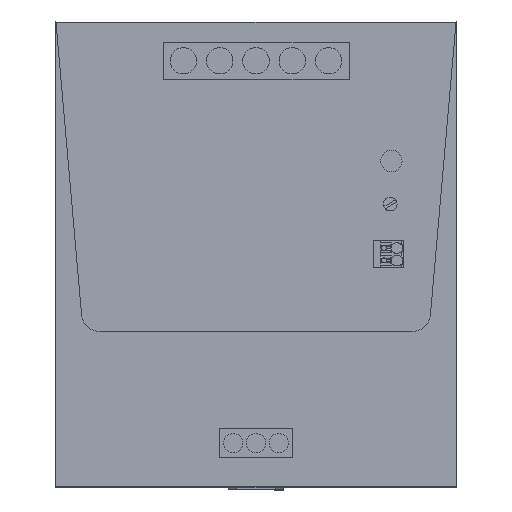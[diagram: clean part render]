
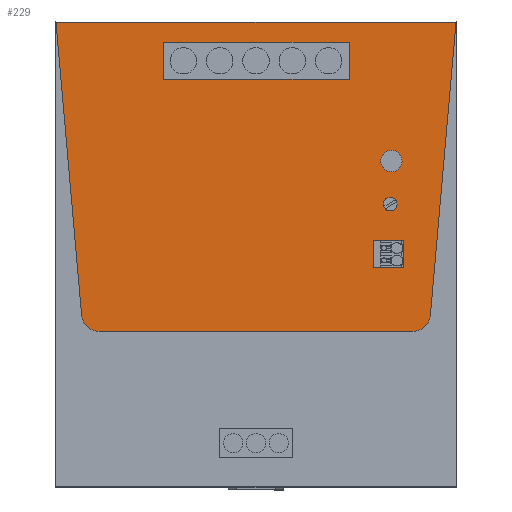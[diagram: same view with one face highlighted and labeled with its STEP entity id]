
A CAD part, top view. The second image highlights one B-rep face of the part: STEP entity #229.
In plain terms, the highlighted planar face has unit normal (0, 0, 1).
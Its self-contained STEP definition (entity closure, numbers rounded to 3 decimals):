
#82=AXIS2_PLACEMENT_3D('Plane Axis2P3D',#79,#80,#81) ;
#93=AXIS2_PLACEMENT_3D('Circle Axis2P3D',#91,#92,$) ;
#107=AXIS2_PLACEMENT_3D('Circle Axis2P3D',#105,#106,$) ;
#127=AXIS2_PLACEMENT_3D('Circle Axis2P3D',#125,#126,$) ;
#136=AXIS2_PLACEMENT_3D('Circle Axis2P3D',#134,#135,$) ;
#179=AXIS2_PLACEMENT_3D('Circle Axis2P3D',#177,#178,$) ;
#188=AXIS2_PLACEMENT_3D('Circle Axis2P3D',#186,#187,$) ;
#42=CARTESIAN_POINT('Vertex',(0.,130.75,159.95)) ;
#56=CARTESIAN_POINT('Vertex',(7.183,48.648,159.95)) ;
#59=CARTESIAN_POINT('Line Origine',(3.592,89.699,159.95)) ;
#79=CARTESIAN_POINT('Axis2P3D Location',(105.,65.75,159.95)) ;
#84=CARTESIAN_POINT('Line Origine',(56.,130.75,159.95)) ;
#88=CARTESIAN_POINT('Vertex',(112.,130.75,159.95)) ;
#91=CARTESIAN_POINT('Axis2P3D Location',(12.164,49.083,159.95)) ;
#95=CARTESIAN_POINT('Vertex',(12.164,44.083,159.95)) ;
#98=CARTESIAN_POINT('Line Origine',(56.,44.083,159.95)) ;
#102=CARTESIAN_POINT('Vertex',(99.836,44.083,159.95)) ;
#105=CARTESIAN_POINT('Axis2P3D Location',(99.836,49.083,159.95)) ;
#109=CARTESIAN_POINT('Vertex',(104.817,48.648,159.95)) ;
#112=CARTESIAN_POINT('Line Origine',(108.408,89.699,159.95)) ;
#125=CARTESIAN_POINT('Axis2P3D Location',(93.9,91.818,159.95)) ;
#129=CARTESIAN_POINT('Vertex',(96.9,91.818,159.95)) ;
#131=CARTESIAN_POINT('Vertex',(90.9,91.818,159.95)) ;
#134=CARTESIAN_POINT('Axis2P3D Location',(93.9,91.818,159.95)) ;
#143=CARTESIAN_POINT('Line Origine',(97.4,65.75,159.95)) ;
#147=CARTESIAN_POINT('Vertex',(97.4,61.9,159.95)) ;
#149=CARTESIAN_POINT('Vertex',(97.4,69.6,159.95)) ;
#152=CARTESIAN_POINT('Line Origine',(93.15,61.9,159.95)) ;
#156=CARTESIAN_POINT('Vertex',(88.9,61.9,159.95)) ;
#159=CARTESIAN_POINT('Line Origine',(88.9,65.75,159.95)) ;
#163=CARTESIAN_POINT('Vertex',(88.9,69.6,159.95)) ;
#166=CARTESIAN_POINT('Line Origine',(93.15,69.6,159.95)) ;
#177=CARTESIAN_POINT('Axis2P3D Location',(93.6,79.75,159.95)) ;
#181=CARTESIAN_POINT('Vertex',(95.5,79.75,159.95)) ;
#183=CARTESIAN_POINT('Vertex',(91.7,79.75,159.95)) ;
#186=CARTESIAN_POINT('Axis2P3D Location',(93.6,79.75,159.95)) ;
#195=CARTESIAN_POINT('Line Origine',(56.1,114.707,159.95)) ;
#199=CARTESIAN_POINT('Vertex',(82.1,114.707,159.95)) ;
#201=CARTESIAN_POINT('Vertex',(30.1,114.707,159.95)) ;
#204=CARTESIAN_POINT('Line Origine',(30.1,119.907,159.95)) ;
#208=CARTESIAN_POINT('Vertex',(30.1,125.107,159.95)) ;
#211=CARTESIAN_POINT('Line Origine',(56.1,125.107,159.95)) ;
#215=CARTESIAN_POINT('Vertex',(82.1,125.107,159.95)) ;
#218=CARTESIAN_POINT('Line Origine',(82.1,119.907,159.95)) ;
#60=DIRECTION('Vector Direction',(-0.087,0.996,0.)) ;
#80=DIRECTION('Axis2P3D Direction',(0.,0.,1.)) ;
#81=DIRECTION('Axis2P3D XDirection',(-1.,0.,0.)) ;
#85=DIRECTION('Vector Direction',(-1.,0.,0.)) ;
#92=DIRECTION('Axis2P3D Direction',(0.,0.,1.)) ;
#99=DIRECTION('Vector Direction',(-1.,0.,0.)) ;
#106=DIRECTION('Axis2P3D Direction',(0.,0.,1.)) ;
#113=DIRECTION('Vector Direction',(0.087,0.996,0.)) ;
#126=DIRECTION('Axis2P3D Direction',(0.,0.,1.)) ;
#135=DIRECTION('Axis2P3D Direction',(0.,0.,1.)) ;
#144=DIRECTION('Vector Direction',(0.,1.,0.)) ;
#153=DIRECTION('Vector Direction',(-1.,0.,0.)) ;
#160=DIRECTION('Vector Direction',(0.,1.,0.)) ;
#167=DIRECTION('Vector Direction',(-1.,0.,0.)) ;
#178=DIRECTION('Axis2P3D Direction',(0.,0.,1.)) ;
#187=DIRECTION('Axis2P3D Direction',(0.,0.,1.)) ;
#196=DIRECTION('Vector Direction',(-1.,0.,0.)) ;
#205=DIRECTION('Vector Direction',(0.,1.,0.)) ;
#212=DIRECTION('Vector Direction',(1.,0.,0.)) ;
#219=DIRECTION('Vector Direction',(0.,-1.,0.)) ;
#61=VECTOR('Line Direction',#60,1.) ;
#86=VECTOR('Line Direction',#85,1.) ;
#100=VECTOR('Line Direction',#99,1.) ;
#114=VECTOR('Line Direction',#113,1.) ;
#145=VECTOR('Line Direction',#144,1.) ;
#154=VECTOR('Line Direction',#153,1.) ;
#161=VECTOR('Line Direction',#160,1.) ;
#168=VECTOR('Line Direction',#167,1.) ;
#197=VECTOR('Line Direction',#196,1.) ;
#206=VECTOR('Line Direction',#205,1.) ;
#213=VECTOR('Line Direction',#212,1.) ;
#220=VECTOR('Line Direction',#219,1.) ;
#118=ORIENTED_EDGE('',*,*,#90,.T.) ;
#119=ORIENTED_EDGE('',*,*,#63,.T.) ;
#120=ORIENTED_EDGE('',*,*,#97,.T.) ;
#121=ORIENTED_EDGE('',*,*,#104,.T.) ;
#122=ORIENTED_EDGE('',*,*,#111,.T.) ;
#123=ORIENTED_EDGE('',*,*,#116,.T.) ;
#140=ORIENTED_EDGE('',*,*,#133,.F.) ;
#141=ORIENTED_EDGE('',*,*,#138,.F.) ;
#172=ORIENTED_EDGE('',*,*,#151,.F.) ;
#173=ORIENTED_EDGE('',*,*,#158,.F.) ;
#174=ORIENTED_EDGE('',*,*,#165,.F.) ;
#175=ORIENTED_EDGE('',*,*,#170,.F.) ;
#192=ORIENTED_EDGE('',*,*,#185,.F.) ;
#193=ORIENTED_EDGE('',*,*,#190,.F.) ;
#224=ORIENTED_EDGE('',*,*,#203,.T.) ;
#225=ORIENTED_EDGE('',*,*,#210,.T.) ;
#226=ORIENTED_EDGE('',*,*,#217,.T.) ;
#227=ORIENTED_EDGE('',*,*,#222,.T.) ;
#142=FACE_BOUND('',#139,.T.) ;
#176=FACE_BOUND('',#171,.T.) ;
#194=FACE_BOUND('',#191,.T.) ;
#228=FACE_BOUND('',#223,.T.) ;
#229=ADVANCED_FACE('STROMVERSORGUNG',(#124,#142,#176,#194,#228),#83,.T.) ;
#94=CIRCLE('generated circle',#93,5.) ;
#108=CIRCLE('generated circle',#107,5.) ;
#128=CIRCLE('generated circle',#127,3.) ;
#137=CIRCLE('generated circle',#136,3.) ;
#180=CIRCLE('generated circle',#179,1.9) ;
#189=CIRCLE('generated circle',#188,1.9) ;
#63=EDGE_CURVE('',#43,#57,#62,.F.) ;
#90=EDGE_CURVE('',#89,#43,#87,.T.) ;
#97=EDGE_CURVE('',#57,#96,#94,.T.) ;
#104=EDGE_CURVE('',#96,#103,#101,.F.) ;
#111=EDGE_CURVE('',#103,#110,#108,.T.) ;
#116=EDGE_CURVE('',#110,#89,#115,.T.) ;
#133=EDGE_CURVE('',#130,#132,#128,.T.) ;
#138=EDGE_CURVE('',#132,#130,#137,.T.) ;
#151=EDGE_CURVE('',#148,#150,#146,.T.) ;
#158=EDGE_CURVE('',#157,#148,#155,.F.) ;
#165=EDGE_CURVE('',#164,#157,#162,.F.) ;
#170=EDGE_CURVE('',#150,#164,#169,.T.) ;
#185=EDGE_CURVE('',#182,#184,#180,.T.) ;
#190=EDGE_CURVE('',#184,#182,#189,.T.) ;
#203=EDGE_CURVE('',#200,#202,#198,.T.) ;
#210=EDGE_CURVE('',#202,#209,#207,.T.) ;
#217=EDGE_CURVE('',#209,#216,#214,.T.) ;
#222=EDGE_CURVE('',#216,#200,#221,.T.) ;
#117=EDGE_LOOP('',(#118,#119,#120,#121,#122,#123)) ;
#139=EDGE_LOOP('',(#140,#141)) ;
#171=EDGE_LOOP('',(#172,#173,#174,#175)) ;
#191=EDGE_LOOP('',(#192,#193)) ;
#223=EDGE_LOOP('',(#224,#225,#226,#227)) ;
#124=FACE_OUTER_BOUND('',#117,.T.) ;
#62=LINE('Line',#59,#61) ;
#87=LINE('Line',#84,#86) ;
#101=LINE('Line',#98,#100) ;
#115=LINE('Line',#112,#114) ;
#146=LINE('Line',#143,#145) ;
#155=LINE('Line',#152,#154) ;
#162=LINE('Line',#159,#161) ;
#169=LINE('Line',#166,#168) ;
#198=LINE('Line',#195,#197) ;
#207=LINE('Line',#204,#206) ;
#214=LINE('Line',#211,#213) ;
#221=LINE('Line',#218,#220) ;
#83=PLANE('',#82) ;
#43=VERTEX_POINT('',#42) ;
#57=VERTEX_POINT('',#56) ;
#89=VERTEX_POINT('',#88) ;
#96=VERTEX_POINT('',#95) ;
#103=VERTEX_POINT('',#102) ;
#110=VERTEX_POINT('',#109) ;
#130=VERTEX_POINT('',#129) ;
#132=VERTEX_POINT('',#131) ;
#148=VERTEX_POINT('',#147) ;
#150=VERTEX_POINT('',#149) ;
#157=VERTEX_POINT('',#156) ;
#164=VERTEX_POINT('',#163) ;
#182=VERTEX_POINT('',#181) ;
#184=VERTEX_POINT('',#183) ;
#200=VERTEX_POINT('',#199) ;
#202=VERTEX_POINT('',#201) ;
#209=VERTEX_POINT('',#208) ;
#216=VERTEX_POINT('',#215) ;
